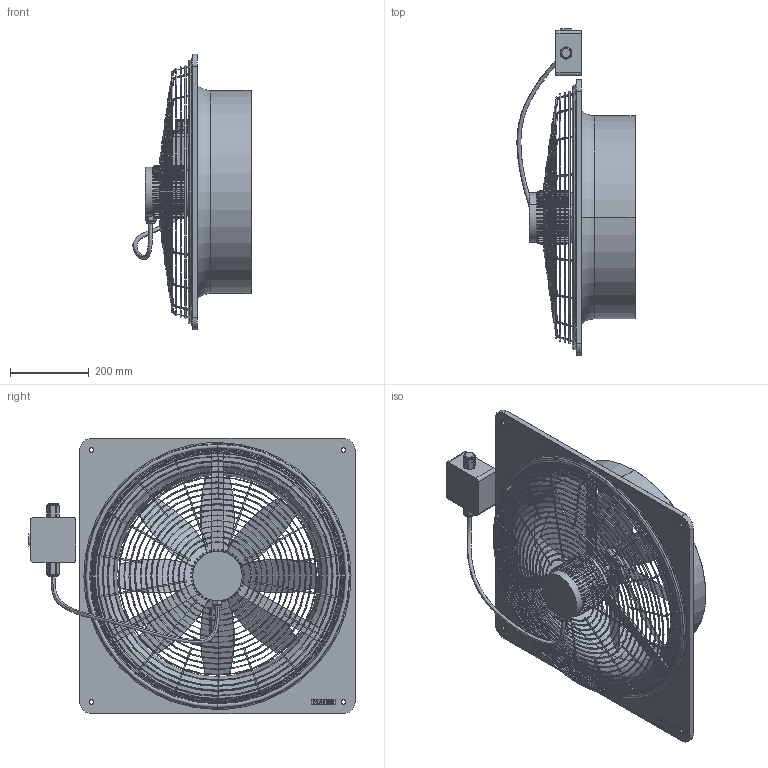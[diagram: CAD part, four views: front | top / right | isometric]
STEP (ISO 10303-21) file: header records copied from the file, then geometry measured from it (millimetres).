
FILE_DESCRIPTION(('Creo Elements/Direct Modeling STEP Export'),'2;1');
FILE_NAME('0083.0184 DZQ 50_6 B Ex e.stp','2021-01-21T12:38:50',(''),(''),'PTC Creo Elements/Direct Modeling STEP processor for AP214 (Solid Model)','PTC Creo Elements/Direct Modeling 19.0C 15-Aug-2015 (C) Parametric Technology GmbH','');
FILE_SCHEMA(('AUTOMOTIVE_DESIGN { 1 0 10303 214 1 1 1 1 }'));
Length unit declared in the file: millimetre
Products named in the file (2): 0083-0184; 0083.0184_DZQ-50-6-B-Ex-e
Assembly tree (1 placements, depth 2):
  0083.0184_DZQ-50-6-B-Ex-e
    0083-0184
Bounding box: 300.2 x 829.41 x 700 mm (x, y, z)
Volume: 4602735 mm3; surface area: 2010900.6 mm2
Topology: 17 solids, 23 shells, 866 faces, 2199 edges, 1405 vertices
Faces by surface type: plane 331, torus 242, cylinder 240, cone 34, bspline 18, sphere 1
Entity records: 37188 total; most frequent: CARTESIAN_POINT 12341, ORIENTED_EDGE 4398, DIRECTION 3709, EDGE_CURVE 2199, VERTEX_POINT 1677, AXIS2_PLACEMENT_3D 1454, EDGE_LOOP 968, FACE_OUTER_BOUND 866
